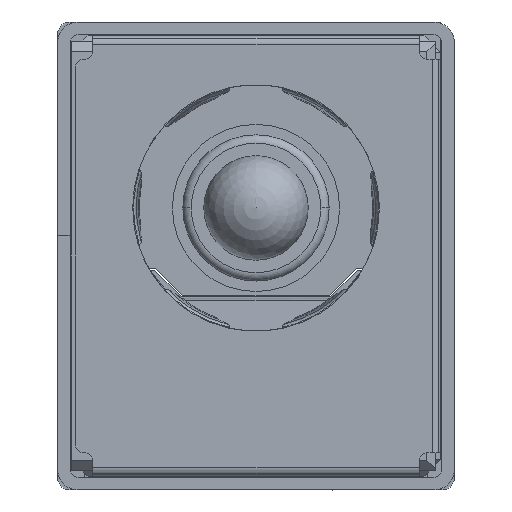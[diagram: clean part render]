
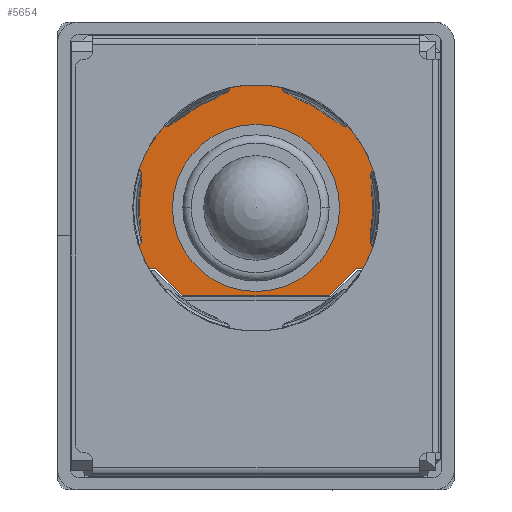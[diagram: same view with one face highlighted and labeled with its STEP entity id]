
A CAD part, left-side view. The second image highlights one B-rep face of the part: STEP entity #5654.
In plain terms, the highlighted planar face has unit normal (-1, 0, 0).
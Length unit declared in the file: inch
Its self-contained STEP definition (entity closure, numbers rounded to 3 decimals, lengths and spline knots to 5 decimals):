
#371 = CARTESIAN_POINT ( 'NONE',  ( -0.08136, 0.26773, 0. ) ) ;
#542 = DIRECTION ( 'NONE',  ( -1., 0., 0. ) ) ;
#859 = VERTEX_POINT ( 'NONE', #10053 ) ;
#1020 = CIRCLE ( 'NONE', #11437, 0.07874 ) ;
#1105 = AXIS2_PLACEMENT_3D ( 'NONE', #371, #13052, #20410 ) ;
#1338 = CARTESIAN_POINT ( 'NONE',  ( -0.08136, 0.33663, -0.08268 ) ) ;
#1379 = ORIENTED_EDGE ( 'NONE', *, *, #10041, .F. ) ;
#2125 = VERTEX_POINT ( 'NONE', #16410 ) ;
#2197 = ORIENTED_EDGE ( 'NONE', *, *, #20537, .T. ) ;
#2270 = ORIENTED_EDGE ( 'NONE', *, *, #7544, .T. ) ;
#2686 = CARTESIAN_POINT ( 'NONE',  ( -0.08136, 0.26773, 0. ) ) ;
#2742 = FACE_BOUND ( 'NONE', #3289, .T. ) ;
#3289 = EDGE_LOOP ( 'NONE', ( #2270, #20390 ) ) ;
#3496 = LINE ( 'NONE', #5194, #3726 ) ;
#3726 = VECTOR ( 'NONE', #11098, 39.37008 ) ;
#4179 = ORIENTED_EDGE ( 'NONE', *, *, #10525, .T. ) ;
#4329 = CARTESIAN_POINT ( 'NONE',  ( -0.08136, 0.26773, 0. ) ) ;
#4529 = CARTESIAN_POINT ( 'NONE',  ( -0.08136, 0.26773, 0. ) ) ;
#5194 = CARTESIAN_POINT ( 'NONE',  ( -0.08136, 0.36222, -0.05709 ) ) ;
#5349 = DIRECTION ( 'NONE',  ( 0., -1., 0. ) ) ;
#5654 = ADVANCED_FACE ( 'NONE', ( #11919, #2742 ), #10122, .F. ) ;
#5939 = CARTESIAN_POINT ( 'NONE',  ( -0.08136, 0.19884, -0.08268 ) ) ;
#6051 = DIRECTION ( 'NONE',  ( 0., -0.707, 0.707 ) ) ;
#6327 = CARTESIAN_POINT ( 'NONE',  ( -0.08136, 0.33663, -0.08268 ) ) ;
#6808 = AXIS2_PLACEMENT_3D ( 'NONE', #23010, #10945, #10585 ) ;
#6907 = DIRECTION ( 'NONE',  ( 0., -1., 0. ) ) ;
#7073 = VERTEX_POINT ( 'NONE', #20253 ) ;
#7200 = DIRECTION ( 'NONE',  ( 1., 0., 0. ) ) ;
#7405 = LINE ( 'NONE', #18366, #11622 ) ;
#7544 = EDGE_CURVE ( 'NONE', #859, #22652, #1020, .T. ) ;
#8238 = EDGE_CURVE ( 'NONE', #23359, #9146, #3496, .T. ) ;
#8376 = AXIS2_PLACEMENT_3D ( 'NONE', #4329, #8552, #22902 ) ;
#8426 = EDGE_CURVE ( 'NONE', #13334, #2125, #16841, .T. ) ;
#8552 = DIRECTION ( 'NONE',  ( -1., 0., 0. ) ) ;
#8853 = EDGE_LOOP ( 'NONE', ( #1379, #21526, #21940, #2197, #15157, #4179, #10260, #16530 ) ) ;
#9015 = CARTESIAN_POINT ( 'NONE',  ( -0.08136, 0.26773, 0. ) ) ;
#9146 = VERTEX_POINT ( 'NONE', #6327 ) ;
#9603 = EDGE_CURVE ( 'NONE', #2125, #20891, #22655, .T. ) ;
#9795 = LINE ( 'NONE', #5939, #13531 ) ;
#10041 = EDGE_CURVE ( 'NONE', #23359, #20891, #10928, .T. ) ;
#10053 = CARTESIAN_POINT ( 'NONE',  ( -0.08136, 0.34647, 0. ) ) ;
#10069 = DIRECTION ( 'NONE',  ( 1., 0., 0. ) ) ;
#10122 = PLANE ( 'NONE',  #6808 ) ;
#10260 = ORIENTED_EDGE ( 'NONE', *, *, #8426, .T. ) ;
#10525 = EDGE_CURVE ( 'NONE', #7073, #13334, #21525, .T. ) ;
#10535 = LINE ( 'NONE', #1338, #18899 ) ;
#10585 = DIRECTION ( 'NONE',  ( 0., 1., 0. ) ) ;
#10928 = LINE ( 'NONE', #18270, #23845 ) ;
#10945 = DIRECTION ( 'NONE',  ( 1., 0., 0. ) ) ;
#11093 = AXIS2_PLACEMENT_3D ( 'NONE', #4529, #542, #17316 ) ;
#11098 = DIRECTION ( 'NONE',  ( 0., -0.707, -0.707 ) ) ;
#11437 = AXIS2_PLACEMENT_3D ( 'NONE', #2686, #10069, #17415 ) ;
#11622 = VECTOR ( 'NONE', #5349, 39.37008 ) ;
#11919 = FACE_OUTER_BOUND ( 'NONE', #8853, .T. ) ;
#13051 = EDGE_CURVE ( 'NONE', #9146, #15130, #10535, .T. ) ;
#13052 = DIRECTION ( 'NONE',  ( -1., 0., 0. ) ) ;
#13334 = VERTEX_POINT ( 'NONE', #14923 ) ;
#13531 = VECTOR ( 'NONE', #6051, 39.37008 ) ;
#14923 = CARTESIAN_POINT ( 'NONE',  ( -0.08136, 0.15159, 0. ) ) ;
#15087 = CARTESIAN_POINT ( 'NONE',  ( -0.08136, 0.19884, -0.08268 ) ) ;
#15130 = VERTEX_POINT ( 'NONE', #15087 ) ;
#15157 = ORIENTED_EDGE ( 'NONE', *, *, #22927, .T. ) ;
#15242 = VERTEX_POINT ( 'NONE', #21702 ) ;
#15690 = EDGE_CURVE ( 'NONE', #22652, #859, #16123, .T. ) ;
#16123 = CIRCLE ( 'NONE', #22666, 0.07874 ) ;
#16410 = CARTESIAN_POINT ( 'NONE',  ( -0.08136, 0.38388, 0. ) ) ;
#16530 = ORIENTED_EDGE ( 'NONE', *, *, #9603, .T. ) ;
#16841 = CIRCLE ( 'NONE', #8376, 0.11614 ) ;
#17316 = DIRECTION ( 'NONE',  ( 0., 1., 0. ) ) ;
#17415 = DIRECTION ( 'NONE',  ( 0., -1., 0. ) ) ;
#18270 = CARTESIAN_POINT ( 'NONE',  ( -0.08136, 0.36222, -0.05709 ) ) ;
#18366 = CARTESIAN_POINT ( 'NONE',  ( -0.08136, 0.17325, -0.05709 ) ) ;
#18899 = VECTOR ( 'NONE', #6907, 39.37008 ) ;
#19096 = DIRECTION ( 'NONE',  ( 0., 1., 0. ) ) ;
#20253 = CARTESIAN_POINT ( 'NONE',  ( -0.08136, 0.16659, -0.05709 ) ) ;
#20383 = CARTESIAN_POINT ( 'NONE',  ( -0.08136, 0.18899, 0. ) ) ;
#20390 = ORIENTED_EDGE ( 'NONE', *, *, #15690, .T. ) ;
#20410 = DIRECTION ( 'NONE',  ( 0., 1., 0. ) ) ;
#20537 = EDGE_CURVE ( 'NONE', #15130, #15242, #9795, .T. ) ;
#20575 = CARTESIAN_POINT ( 'NONE',  ( -0.08136, 0.36888, -0.05709 ) ) ;
#20891 = VERTEX_POINT ( 'NONE', #20575 ) ;
#21525 = CIRCLE ( 'NONE', #1105, 0.11614 ) ;
#21526 = ORIENTED_EDGE ( 'NONE', *, *, #8238, .T. ) ;
#21702 = CARTESIAN_POINT ( 'NONE',  ( -0.08136, 0.17325, -0.05709 ) ) ;
#21940 = ORIENTED_EDGE ( 'NONE', *, *, #13051, .T. ) ;
#22268 = DIRECTION ( 'NONE',  ( 0., -1., 0. ) ) ;
#22652 = VERTEX_POINT ( 'NONE', #20383 ) ;
#22655 = CIRCLE ( 'NONE', #11093, 0.11614 ) ;
#22666 = AXIS2_PLACEMENT_3D ( 'NONE', #9015, #7200, #22268 ) ;
#22902 = DIRECTION ( 'NONE',  ( 0., 1., 0. ) ) ;
#22927 = EDGE_CURVE ( 'NONE', #15242, #7073, #7405, .T. ) ;
#23010 = CARTESIAN_POINT ( 'NONE',  ( -0.08136, 0.26773, -0.00551 ) ) ;
#23303 = CARTESIAN_POINT ( 'NONE',  ( -0.08136, 0.36222, -0.05709 ) ) ;
#23359 = VERTEX_POINT ( 'NONE', #23303 ) ;
#23845 = VECTOR ( 'NONE', #19096, 39.37008 ) ;
